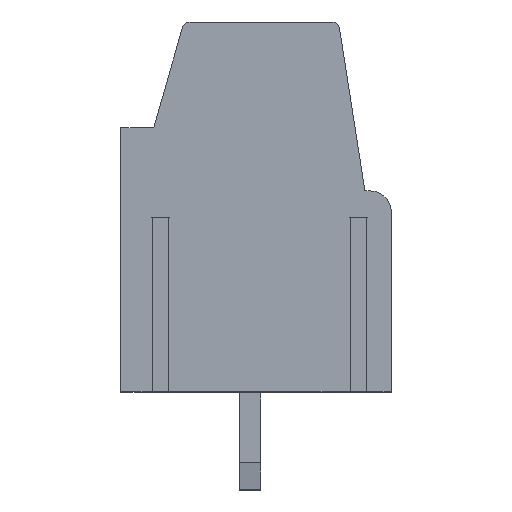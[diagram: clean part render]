
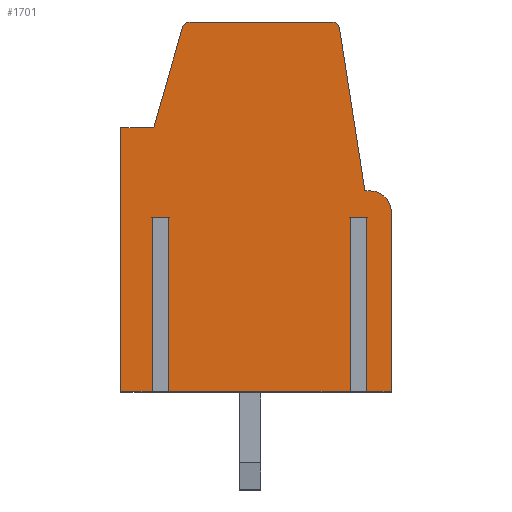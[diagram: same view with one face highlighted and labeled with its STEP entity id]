
A CAD part, top view. The second image highlights one B-rep face of the part: STEP entity #1701.
In plain terms, the highlighted planar face has unit normal (0, 0, 1).
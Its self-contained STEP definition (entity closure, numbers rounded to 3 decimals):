
#5 = VERTEX_POINT ( 'NONE', #828 ) ;
#21 = VECTOR ( 'NONE', #2991, 1000. ) ;
#63 = ORIENTED_EDGE ( 'NONE', *, *, #2332, .F. ) ;
#110 = DIRECTION ( 'NONE',  ( 0.154, -0.988, 0. ) ) ;
#113 = DIRECTION ( 'NONE',  ( 1., 0., 0. ) ) ;
#145 = DIRECTION ( 'NONE',  ( -1., 0., 0. ) ) ;
#156 = VECTOR ( 'NONE', #1994, 1000. ) ;
#181 = CARTESIAN_POINT ( 'NONE',  ( 9.45, 6.8, 7.62 ) ) ;
#186 = DIRECTION ( 'NONE',  ( 1., 0., 0. ) ) ;
#207 = CIRCLE ( 'NONE', #3240, 0.8 ) ;
#216 = VERTEX_POINT ( 'NONE', #2765 ) ;
#280 = VECTOR ( 'NONE', #110, 1000. ) ;
#293 = ORIENTED_EDGE ( 'NONE', *, *, #2074, .F. ) ;
#390 = CARTESIAN_POINT ( 'NONE',  ( 1.81, 0., 7.62 ) ) ;
#434 = VECTOR ( 'NONE', #1268, 1000. ) ;
#448 = DIRECTION ( 'NONE',  ( 0., -1., 0. ) ) ;
#464 = CARTESIAN_POINT ( 'NONE',  ( 1.19, 0., 7.62 ) ) ;
#486 = CARTESIAN_POINT ( 'NONE',  ( 1.19, 6.8, 7.62 ) ) ;
#531 = EDGE_LOOP ( 'NONE', ( #2527, #1938, #3584, #825, #1343, #1755, #2982, #2966, #1449, #675, #1388, #293, #63, #1085, #2773, #1679, #1445, #3393, #3442 ) ) ;
#556 = DIRECTION ( 'NONE',  ( -1., 0., 0. ) ) ;
#567 = CIRCLE ( 'NONE', #3182, 0.3 ) ;
#577 = LINE ( 'NONE', #1693, #2688 ) ;
#604 = DIRECTION ( 'NONE',  ( 0., 0., -1. ) ) ;
#636 = VECTOR ( 'NONE', #448, 1000. ) ;
#663 = CARTESIAN_POINT ( 'NONE',  ( 8.69, 0., 7.62 ) ) ;
#671 = LINE ( 'NONE', #1828, #21 ) ;
#675 = ORIENTED_EDGE ( 'NONE', *, *, #3562, .F. ) ;
#693 = VERTEX_POINT ( 'NONE', #746 ) ;
#704 = EDGE_CURVE ( 'NONE', #1174, #1932, #207, .T. ) ;
#718 = CARTESIAN_POINT ( 'NONE',  ( 1.81, 6.6, 7.62 ) ) ;
#746 = CARTESIAN_POINT ( 'NONE',  ( 0., 10., 7.62 ) ) ;
#765 = DIRECTION ( 'NONE',  ( -1., 0., 0. ) ) ;
#770 = CARTESIAN_POINT ( 'NONE',  ( 0., 10., 7.62 ) ) ;
#808 = VECTOR ( 'NONE', #1308, 1000. ) ;
#825 = ORIENTED_EDGE ( 'NONE', *, *, #3128, .F. ) ;
#828 = CARTESIAN_POINT ( 'NONE',  ( 10.25, 0., 7.62 ) ) ;
#857 = EDGE_CURVE ( 'NONE', #1020, #3323, #3295, .T. ) ;
#865 = VECTOR ( 'NONE', #1977, 1000. ) ;
#932 = CARTESIAN_POINT ( 'NONE',  ( 10.25, 6.8, 7.62 ) ) ;
#936 = EDGE_CURVE ( 'NONE', #2169, #2716, #671, .T. ) ;
#1020 = VERTEX_POINT ( 'NONE', #1457 ) ;
#1022 = LINE ( 'NONE', #3106, #3371 ) ;
#1062 = DIRECTION ( 'NONE',  ( -1., 0., 0. ) ) ;
#1085 = ORIENTED_EDGE ( 'NONE', *, *, #704, .F. ) ;
#1101 = EDGE_CURVE ( 'NONE', #2016, #3402, #2378, .T. ) ;
#1174 = VERTEX_POINT ( 'NONE', #1948 ) ;
#1204 = EDGE_CURVE ( 'NONE', #3545, #2102, #2819, .T. ) ;
#1213 = CARTESIAN_POINT ( 'NONE',  ( 8.69, 6.6, 7.62 ) ) ;
#1223 = AXIS2_PLACEMENT_3D ( 'NONE', #1307, #1660, #2473 ) ;
#1256 = CARTESIAN_POINT ( 'NONE',  ( 7.993, 13.7, 7.62 ) ) ;
#1268 = DIRECTION ( 'NONE',  ( 1., 0., 0. ) ) ;
#1273 = LINE ( 'NONE', #3362, #2571 ) ;
#1307 = CARTESIAN_POINT ( 'NONE',  ( 9.45, 6.8, 7.62 ) ) ;
#1308 = DIRECTION ( 'NONE',  ( 0.276, 0.961, 0. ) ) ;
#1315 = LINE ( 'NONE', #1891, #2947 ) ;
#1318 = VERTEX_POINT ( 'NONE', #2703 ) ;
#1343 = ORIENTED_EDGE ( 'NONE', *, *, #2749, .F. ) ;
#1352 = DIRECTION ( 'NONE',  ( -1., 0., 0. ) ) ;
#1380 = VERTEX_POINT ( 'NONE', #1213 ) ;
#1388 = ORIENTED_EDGE ( 'NONE', *, *, #3173, .F. ) ;
#1443 = DIRECTION ( 'NONE',  ( 0., 1., 0. ) ) ;
#1445 = ORIENTED_EDGE ( 'NONE', *, *, #1101, .F. ) ;
#1449 = ORIENTED_EDGE ( 'NONE', *, *, #2442, .F. ) ;
#1457 = CARTESIAN_POINT ( 'NONE',  ( 1.19, 6.6, 7.62 ) ) ;
#1574 = DIRECTION ( 'NONE',  ( 0., 0., -1. ) ) ;
#1637 = CARTESIAN_POINT ( 'NONE',  ( 10.25, 0., 7.62 ) ) ;
#1660 = DIRECTION ( 'NONE',  ( 0., 0., -1. ) ) ;
#1679 = ORIENTED_EDGE ( 'NONE', *, *, #3087, .F. ) ;
#1687 = DIRECTION ( 'NONE',  ( 0., -1., 0. ) ) ;
#1693 = CARTESIAN_POINT ( 'NONE',  ( 10.25, 0., 7.62 ) ) ;
#1701 = ADVANCED_FACE ( 'NONE', ( #3076 ), #3376, .F. ) ;
#1708 = CARTESIAN_POINT ( 'NONE',  ( 8.29, 13.746, 7.62 ) ) ;
#1732 = LINE ( 'NONE', #2862, #2520 ) ;
#1738 = DIRECTION ( 'NONE',  ( -1., 0., 0. ) ) ;
#1755 = ORIENTED_EDGE ( 'NONE', *, *, #857, .T. ) ;
#1828 = CARTESIAN_POINT ( 'NONE',  ( 10.25, 0., 7.62 ) ) ;
#1862 = EDGE_CURVE ( 'NONE', #2102, #3281, #567, .T. ) ;
#1890 = LINE ( 'NONE', #486, #636 ) ;
#1891 = CARTESIAN_POINT ( 'NONE',  ( 8.557, 6.6, 7.62 ) ) ;
#1932 = VERTEX_POINT ( 'NONE', #932 ) ;
#1938 = ORIENTED_EDGE ( 'NONE', *, *, #2840, .F. ) ;
#1948 = CARTESIAN_POINT ( 'NONE',  ( 9.45, 7.6, 7.62 ) ) ;
#1977 = DIRECTION ( 'NONE',  ( 0., 1., 0. ) ) ;
#1994 = DIRECTION ( 'NONE',  ( 0., 1., 0. ) ) ;
#2016 = VERTEX_POINT ( 'NONE', #2606 ) ;
#2029 = VECTOR ( 'NONE', #1687, 1000. ) ;
#2074 = EDGE_CURVE ( 'NONE', #5, #3724, #577, .T. ) ;
#2101 = CARTESIAN_POINT ( 'NONE',  ( 1.943, 6.6, 7.62 ) ) ;
#2102 = VERTEX_POINT ( 'NONE', #3160 ) ;
#2107 = LINE ( 'NONE', #2959, #2264 ) ;
#2155 = VECTOR ( 'NONE', #765, 1000. ) ;
#2169 = VERTEX_POINT ( 'NONE', #663 ) ;
#2189 = CARTESIAN_POINT ( 'NONE',  ( 1.25, 10., 7.62 ) ) ;
#2224 = CARTESIAN_POINT ( 'NONE',  ( 1.25, 10., 7.62 ) ) ;
#2226 = EDGE_CURVE ( 'NONE', #216, #693, #2239, .T. ) ;
#2239 = LINE ( 'NONE', #3400, #865 ) ;
#2264 = VECTOR ( 'NONE', #3214, 1000. ) ;
#2330 = VECTOR ( 'NONE', #186, 1000. ) ;
#2332 = EDGE_CURVE ( 'NONE', #1932, #5, #2480, .T. ) ;
#2378 = CIRCLE ( 'NONE', #3660, 0.3 ) ;
#2442 = EDGE_CURVE ( 'NONE', #1380, #2169, #2107, .T. ) ;
#2473 = DIRECTION ( 'NONE',  ( -1., 0., 0. ) ) ;
#2480 = LINE ( 'NONE', #3436, #2029 ) ;
#2520 = VECTOR ( 'NONE', #1443, 1000. ) ;
#2527 = ORIENTED_EDGE ( 'NONE', *, *, #1204, .F. ) ;
#2571 = VECTOR ( 'NONE', #113, 1000. ) ;
#2606 = CARTESIAN_POINT ( 'NONE',  ( 7.993, 14., 7.62 ) ) ;
#2688 = VECTOR ( 'NONE', #1738, 1000. ) ;
#2703 = CARTESIAN_POINT ( 'NONE',  ( 9.31, 6.6, 7.62 ) ) ;
#2716 = VERTEX_POINT ( 'NONE', #390 ) ;
#2749 = EDGE_CURVE ( 'NONE', #1020, #3090, #1890, .T. ) ;
#2765 = CARTESIAN_POINT ( 'NONE',  ( 0., 0., 7.62 ) ) ;
#2771 = CARTESIAN_POINT ( 'NONE',  ( 2.626, 14., 7.62 ) ) ;
#2773 = ORIENTED_EDGE ( 'NONE', *, *, #2811, .F. ) ;
#2801 = CARTESIAN_POINT ( 'NONE',  ( 9.31, 0., 7.62 ) ) ;
#2811 = EDGE_CURVE ( 'NONE', #2885, #1174, #1273, .T. ) ;
#2819 = LINE ( 'NONE', #2189, #808 ) ;
#2822 = DIRECTION ( 'NONE',  ( 0., 0., -1. ) ) ;
#2837 = LINE ( 'NONE', #1637, #2155 ) ;
#2840 = EDGE_CURVE ( 'NONE', #693, #3545, #3579, .T. ) ;
#2862 = CARTESIAN_POINT ( 'NONE',  ( 1.81, 6.8, 7.62 ) ) ;
#2885 = VERTEX_POINT ( 'NONE', #3384 ) ;
#2947 = VECTOR ( 'NONE', #1062, 1000. ) ;
#2959 = CARTESIAN_POINT ( 'NONE',  ( 8.69, 6.8, 7.62 ) ) ;
#2966 = ORIENTED_EDGE ( 'NONE', *, *, #936, .F. ) ;
#2982 = ORIENTED_EDGE ( 'NONE', *, *, #3403, .F. ) ;
#2991 = DIRECTION ( 'NONE',  ( -1., 0., 0. ) ) ;
#3070 = DIRECTION ( 'NONE',  ( 1., 0., 0. ) ) ;
#3076 = FACE_OUTER_BOUND ( 'NONE', #531, .T. ) ;
#3087 = EDGE_CURVE ( 'NONE', #3402, #2885, #3355, .T. ) ;
#3090 = VERTEX_POINT ( 'NONE', #464 ) ;
#3106 = CARTESIAN_POINT ( 'NONE',  ( 2.4, 14., 7.62 ) ) ;
#3128 = EDGE_CURVE ( 'NONE', #3090, #216, #2837, .T. ) ;
#3160 = CARTESIAN_POINT ( 'NONE',  ( 2.338, 13.783, 7.62 ) ) ;
#3165 = CARTESIAN_POINT ( 'NONE',  ( 2.626, 13.7, 7.62 ) ) ;
#3173 = EDGE_CURVE ( 'NONE', #3724, #1318, #3705, .T. ) ;
#3182 = AXIS2_PLACEMENT_3D ( 'NONE', #3165, #604, #556 ) ;
#3214 = DIRECTION ( 'NONE',  ( 0., -1., 0. ) ) ;
#3240 = AXIS2_PLACEMENT_3D ( 'NONE', #181, #2822, #1352 ) ;
#3281 = VERTEX_POINT ( 'NONE', #2771 ) ;
#3295 = LINE ( 'NONE', #2101, #434 ) ;
#3323 = VERTEX_POINT ( 'NONE', #718 ) ;
#3330 = EDGE_CURVE ( 'NONE', #3281, #2016, #1022, .T. ) ;
#3355 = LINE ( 'NONE', #3649, #280 ) ;
#3362 = CARTESIAN_POINT ( 'NONE',  ( 9.45, 7.6, 7.62 ) ) ;
#3371 = VECTOR ( 'NONE', #3070, 1000. ) ;
#3376 = PLANE ( 'NONE',  #1223 ) ;
#3384 = CARTESIAN_POINT ( 'NONE',  ( 9.25, 7.6, 7.62 ) ) ;
#3393 = ORIENTED_EDGE ( 'NONE', *, *, #3330, .F. ) ;
#3400 = CARTESIAN_POINT ( 'NONE',  ( 0., 0., 7.62 ) ) ;
#3402 = VERTEX_POINT ( 'NONE', #1708 ) ;
#3403 = EDGE_CURVE ( 'NONE', #2716, #3323, #1732, .T. ) ;
#3436 = CARTESIAN_POINT ( 'NONE',  ( 10.25, 6.8, 7.62 ) ) ;
#3442 = ORIENTED_EDGE ( 'NONE', *, *, #1862, .F. ) ;
#3545 = VERTEX_POINT ( 'NONE', #2224 ) ;
#3562 = EDGE_CURVE ( 'NONE', #1318, #1380, #1315, .T. ) ;
#3579 = LINE ( 'NONE', #770, #2330 ) ;
#3584 = ORIENTED_EDGE ( 'NONE', *, *, #2226, .F. ) ;
#3649 = CARTESIAN_POINT ( 'NONE',  ( 8.25, 14., 7.62 ) ) ;
#3660 = AXIS2_PLACEMENT_3D ( 'NONE', #1256, #1574, #145 ) ;
#3705 = LINE ( 'NONE', #3733, #156 ) ;
#3724 = VERTEX_POINT ( 'NONE', #2801 ) ;
#3733 = CARTESIAN_POINT ( 'NONE',  ( 9.31, 6.8, 7.62 ) ) ;
